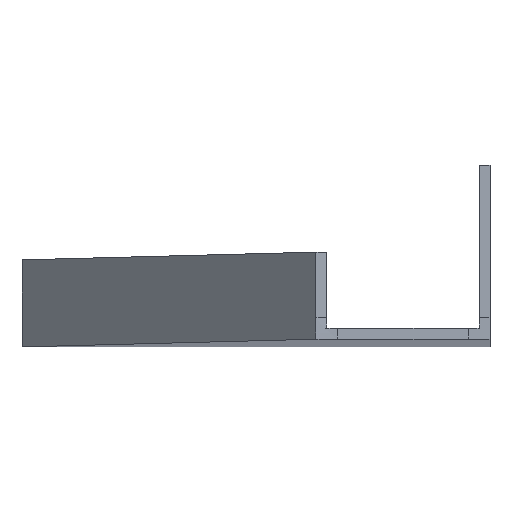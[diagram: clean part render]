
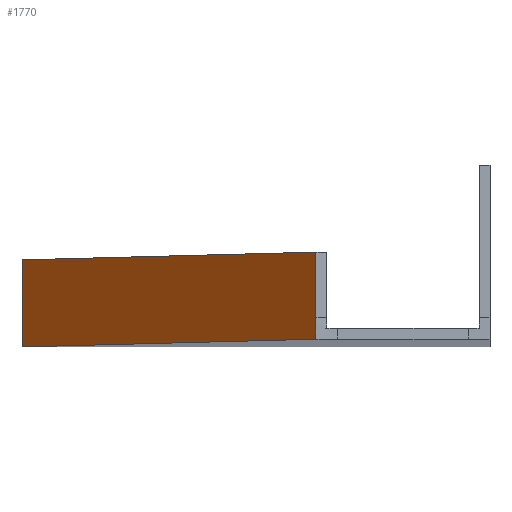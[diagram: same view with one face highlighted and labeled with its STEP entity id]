
A CAD part, top view. The second image highlights one B-rep face of the part: STEP entity #1770.
In plain terms, the highlighted planar face has unit normal (-0.998, 0, 0.067).
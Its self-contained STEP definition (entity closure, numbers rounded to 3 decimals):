
#183=PLANE('',#1937);
#265=FACE_OUTER_BOUND('',#379,.T.);
#379=EDGE_LOOP('',(#1578,#1579,#1580,#1581,#1582,#1583));
#442=LINE('',#2672,#610);
#543=LINE('',#2939,#711);
#547=LINE('',#2980,#715);
#549=LINE('',#2983,#717);
#610=VECTOR('',#2076,10.);
#711=VECTOR('',#2373,10.);
#715=VECTOR('',#2379,10.);
#717=VECTOR('',#2383,10.);
#724=B_SPLINE_CURVE_WITH_KNOTS('',3,(#2449,#2450,#2451,#2452,#2453,#2454,
#2455,#2456,#2457,#2458),.UNSPECIFIED.,.F.,.F.,(4,2,2,2,4),(-1.528,
-1.434,-1.307,-1.215,-1.176),
 .UNSPECIFIED.);
#729=B_SPLINE_CURVE_WITH_KNOTS('',3,(#2966,#2967,#2968,#2969,#2970,#2971,
#2972,#2973,#2974,#2975),.UNSPECIFIED.,.F.,.F.,(4,2,2,2,4),(-1.13,
-1.07,-0.979,-0.844,-0.807),
 .UNSPECIFIED.);
#733=VERTEX_POINT('',#2446);
#734=VERTEX_POINT('',#2448);
#817=VERTEX_POINT('',#2655);
#887=VERTEX_POINT('',#2938);
#888=VERTEX_POINT('',#2965);
#889=VERTEX_POINT('',#2979);
#893=EDGE_CURVE('',#734,#733,#724,.T.);
#985=EDGE_CURVE('',#817,#734,#442,.T.);
#1118=EDGE_CURVE('',#887,#733,#543,.T.);
#1120=EDGE_CURVE('',#888,#817,#729,.T.);
#1123=EDGE_CURVE('',#888,#889,#547,.T.);
#1125=EDGE_CURVE('',#889,#887,#549,.T.);
#1578=ORIENTED_EDGE('',*,*,#893,.T.);
#1579=ORIENTED_EDGE('',*,*,#1118,.F.);
#1580=ORIENTED_EDGE('',*,*,#1125,.F.);
#1581=ORIENTED_EDGE('',*,*,#1123,.F.);
#1582=ORIENTED_EDGE('',*,*,#1120,.T.);
#1583=ORIENTED_EDGE('',*,*,#985,.T.);
#1770=ADVANCED_FACE('',(#265),#183,.F.);
#1937=AXIS2_PLACEMENT_3D('',#2984,#2384,#2385);
#2076=DIRECTION('',(0.067,0.,0.998));
#2373=DIRECTION('',(0.,-1.,0.));
#2379=DIRECTION('',(0.,1.,0.));
#2383=DIRECTION('',(0.067,0.,0.998));
#2384=DIRECTION('center_axis',(0.998,0.,
-0.067));
#2385=DIRECTION('ref_axis',(0.066,0.067,0.996));
#2446=CARTESIAN_POINT('',(-30.,4.,0.));
#2448=CARTESIAN_POINT('',(-29.991,0.,0.133));
#2449=CARTESIAN_POINT('Ctrl Pts',(-29.991,0.,
0.133));
#2450=CARTESIAN_POINT('Ctrl Pts',(-29.992,0.357,0.125));
#2451=CARTESIAN_POINT('Ctrl Pts',(-29.992,0.715,0.117));
#2452=CARTESIAN_POINT('Ctrl Pts',(-29.994,1.553,0.094));
#2453=CARTESIAN_POINT('Ctrl Pts',(-29.995,2.016,0.079));
#2454=CARTESIAN_POINT('Ctrl Pts',(-29.997,2.857,0.048));
#2455=CARTESIAN_POINT('Ctrl Pts',(-29.998,3.191,0.034));
#2456=CARTESIAN_POINT('Ctrl Pts',(-29.999,3.7,0.013));
#2457=CARTESIAN_POINT('Ctrl Pts',(-30.,3.85,0.006));
#2458=CARTESIAN_POINT('Ctrl Pts',(-30.,4.,0.));
#2655=CARTESIAN_POINT('',(-83.991,0.,-809.867));
#2672=CARTESIAN_POINT('',(-56.96,0.,-404.395));
#2938=CARTESIAN_POINT('',(-30.,16.,0.));
#2939=CARTESIAN_POINT('',(-30.,4.,0.));
#2965=CARTESIAN_POINT('',(-84.,4.,-810.));
#2966=CARTESIAN_POINT('Ctrl Pts',(-84.,4.,-810.));
#2967=CARTESIAN_POINT('Ctrl Pts',(-83.999,3.75,-809.989));
#2968=CARTESIAN_POINT('Ctrl Pts',(-83.999,3.496,-809.979));
#2969=CARTESIAN_POINT('Ctrl Pts',(-83.997,2.861,-809.953));
#2970=CARTESIAN_POINT('Ctrl Pts',(-83.996,2.503,-809.939));
#2971=CARTESIAN_POINT('Ctrl Pts',(-83.994,1.563,-809.906));
#2972=CARTESIAN_POINT('Ctrl Pts',(-83.993,1.019,-809.891));
#2973=CARTESIAN_POINT('Ctrl Pts',(-83.992,0.31,-809.874));
#2974=CARTESIAN_POINT('Ctrl Pts',(-83.991,0.157,-809.87));
#2975=CARTESIAN_POINT('Ctrl Pts',(-83.991,0.,
-809.867));
#2979=CARTESIAN_POINT('',(-84.,16.,-810.));
#2980=CARTESIAN_POINT('',(-84.,4.,-810.));
#2983=CARTESIAN_POINT('',(-84.,16.,-810.));
#2984=CARTESIAN_POINT('Origin',(-56.991,7.738,-404.869));
